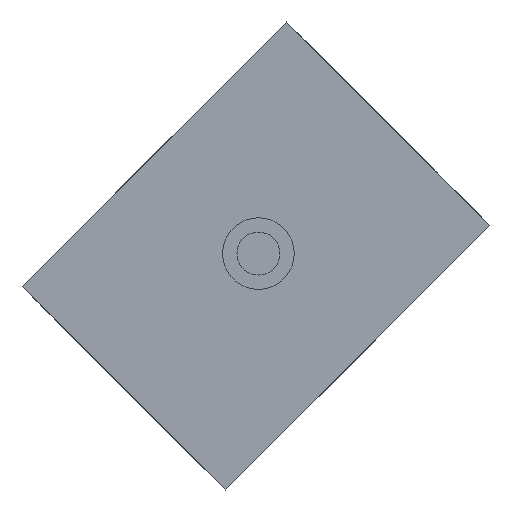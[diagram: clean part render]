
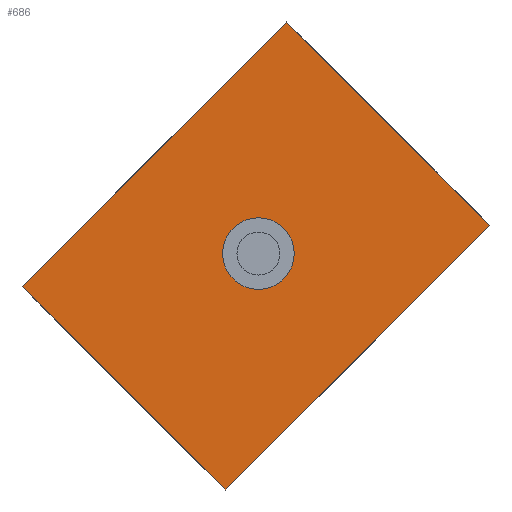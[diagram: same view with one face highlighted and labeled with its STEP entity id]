
A CAD part, left-side view. The second image highlights one B-rep face of the part: STEP entity #686.
In plain terms, the highlighted planar face has unit normal (-1, 0, 0).
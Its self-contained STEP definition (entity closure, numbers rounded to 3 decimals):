
#19=FACE_BOUND('',#105,.T.);
#27=PLANE('',#749);
#66=FACE_OUTER_BOUND('',#104,.T.);
#104=EDGE_LOOP('',(#532,#533,#534,#535));
#105=EDGE_LOOP('',(#536));
#139=LINE('',#979,#221);
#158=LINE('',#1042,#240);
#159=LINE('',#1044,#241);
#160=LINE('',#1045,#242);
#221=VECTOR('',#793,10.);
#240=VECTOR('',#854,10.);
#241=VECTOR('',#855,10.);
#242=VECTOR('',#856,10.);
#309=CIRCLE('',#745,2.5);
#320=VERTEX_POINT('',#976);
#321=VERTEX_POINT('',#978);
#341=VERTEX_POINT('',#1031);
#344=VERTEX_POINT('',#1041);
#345=VERTEX_POINT('',#1043);
#386=EDGE_CURVE('',#320,#321,#139,.T.);
#412=EDGE_CURVE('',#341,#341,#309,.T.);
#417=EDGE_CURVE('',#320,#344,#158,.T.);
#418=EDGE_CURVE('',#344,#345,#159,.T.);
#419=EDGE_CURVE('',#321,#345,#160,.T.);
#532=ORIENTED_EDGE('',*,*,#417,.T.);
#533=ORIENTED_EDGE('',*,*,#418,.T.);
#534=ORIENTED_EDGE('',*,*,#419,.F.);
#535=ORIENTED_EDGE('',*,*,#386,.F.);
#536=ORIENTED_EDGE('',*,*,#412,.T.);
#686=ADVANCED_FACE('',(#66,#19),#27,.F.);
#745=AXIS2_PLACEMENT_3D('',#1032,#842,#843);
#749=AXIS2_PLACEMENT_3D('',#1040,#852,#853);
#793=DIRECTION('',(0.,-0.707,-0.707));
#842=DIRECTION('center_axis',(1.,0.,0.));
#843=DIRECTION('ref_axis',(0.,1.,0.));
#852=DIRECTION('center_axis',(1.,0.,0.));
#853=DIRECTION('ref_axis',(0.,0.,-1.));
#854=DIRECTION('',(0.,0.707,-0.707));
#855=DIRECTION('',(0.,-0.707,-0.707));
#856=DIRECTION('',(0.,0.707,-0.707));
#976=CARTESIAN_POINT('',(-213.098,-62.705,58.607));
#978=CARTESIAN_POINT('',(-213.098,-76.888,44.424));
#979=CARTESIAN_POINT('',(-213.098,-76.888,44.424));
#1031=CARTESIAN_POINT('',(-213.098,-63.226,42.445));
#1032=CARTESIAN_POINT('Origin',(-213.098,-60.726,42.445));
#1040=CARTESIAN_POINT('Origin',(-213.098,-74.767,42.302));
#1041=CARTESIAN_POINT('',(-213.098,-44.229,40.131));
#1042=CARTESIAN_POINT('',(-213.098,-60.584,56.486));
#1043=CARTESIAN_POINT('',(-213.098,-58.412,25.948));
#1044=CARTESIAN_POINT('',(-213.098,-58.412,25.948));
#1045=CARTESIAN_POINT('',(-213.098,-74.767,42.302));
